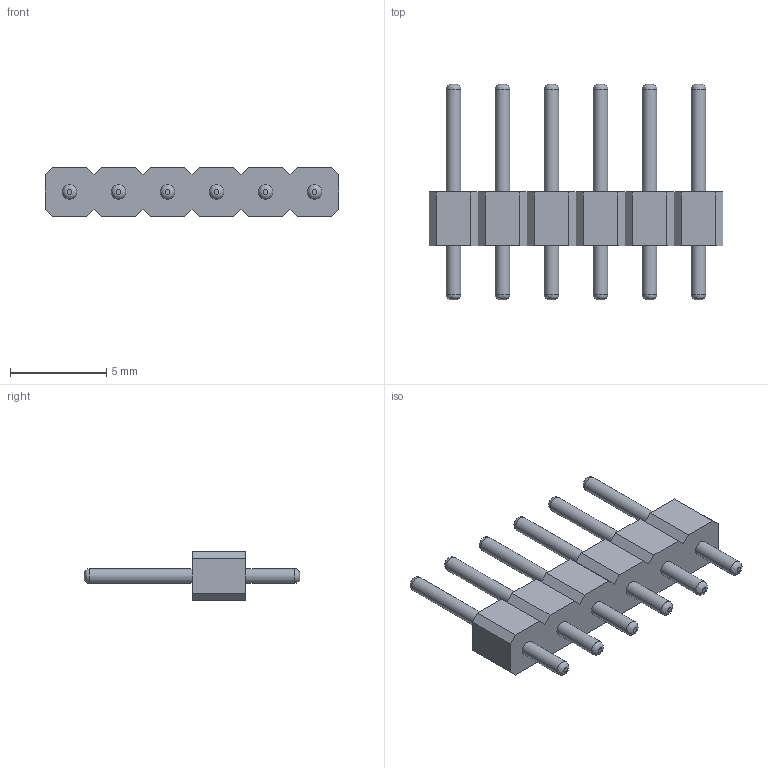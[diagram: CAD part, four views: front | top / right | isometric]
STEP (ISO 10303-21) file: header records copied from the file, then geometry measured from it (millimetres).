
FILE_DESCRIPTION(/* description */ (''),/* implementation_level */ '2;1');
FILE_NAME(/* name */ '6x1, Male, Header, 0.1in pitch.stp',/* time_stamp */ '2019-08-30T13:32:51-04:00',/* author */ ('s.ritter'),/* organization */ (''),/* preprocessor_version */ 'ST-DEVELOPER v16.13',/* originating_system */ 'Autodesk Inventor 2018',/* authorisation */ '');
FILE_SCHEMA (('AUTOMOTIVE_DESIGN { 1 0 10303 214 3 1 1 }'));
Length unit declared in the file: inch
Products named in the file (1): 6x1, Male, Header, 0.1in pitch
Bounding box: 15.24 x 11.18 x 2.54 mm (x, y, z)
Volume: 125.9 mm3; surface area: 296.5 mm2
Topology: 1 solids, 1 shells, 76 faces, 198 edges, 136 vertices
Faces by surface type: plane 52, bspline 12, cylinder 12
Full cylindrical faces by diameter (mm): 0.762 x12
Entity records: 2641 total; most frequent: CARTESIAN_POINT 735, ORIENTED_EDGE 372, DIRECTION 364, EDGE_CURVE 186, VERTEX_POINT 136, AXIS2_PLACEMENT_3D 125, LINE 114, VECTOR 114
